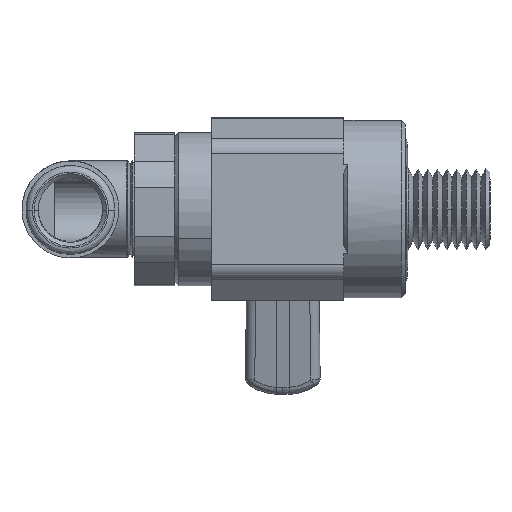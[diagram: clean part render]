
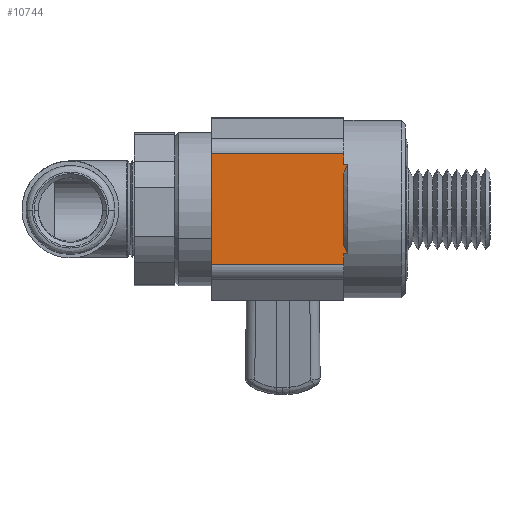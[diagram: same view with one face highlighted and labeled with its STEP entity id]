
A CAD part, front view. The second image highlights one B-rep face of the part: STEP entity #10744.
In plain terms, the highlighted planar face has unit normal (0, -1, 0).
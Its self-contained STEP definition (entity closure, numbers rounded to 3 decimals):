
#10568 = EDGE_CURVE ( 'NONE', #10635, #10636, #16033, .T. ) ;
#10635 = VERTEX_POINT ( 'NONE', #16107 ) ;
#10636 = VERTEX_POINT ( 'NONE', #16112 ) ;
#10691 = VERTEX_POINT ( 'NONE', #16174 ) ;
#10696 = VERTEX_POINT ( 'NONE', #16223 ) ;
#10701 = EDGE_CURVE ( 'NONE', #10777, #10754, #16219, .T. ) ;
#10703 = ORIENTED_EDGE ( 'NONE', *, *, #10701, .F. ) ;
#10704 = EDGE_CURVE ( 'NONE', #10696, #10777, #16215, .T. ) ;
#10708 = EDGE_CURVE ( 'NONE', #10636, #10747, #16252, .T. ) ;
#10718 = EDGE_CURVE ( 'NONE', #10691, #10635, #16279, .T. ) ;
#10736 = ORIENTED_EDGE ( 'NONE', *, *, #10718, .T. ) ;
#10737 = ORIENTED_EDGE ( 'NONE', *, *, #10762, .F. ) ;
#10738 = ORIENTED_EDGE ( 'NONE', *, *, #10568, .T. ) ;
#10739 = EDGE_CURVE ( 'NONE', #10750, #10747, #16317, .T. ) ;
#10744 = ADVANCED_FACE ( 'NONE', ( #16310 ), #16308, .T. ) ;
#10745 = ORIENTED_EDGE ( 'NONE', *, *, #10774, .F. ) ;
#10746 = VERTEX_POINT ( 'NONE', #16305 ) ;
#10747 = VERTEX_POINT ( 'NONE', #16315 ) ;
#10749 = EDGE_CURVE ( 'NONE', #10746, #10696, #16296, .T. ) ;
#10750 = VERTEX_POINT ( 'NONE', #16297 ) ;
#10754 = VERTEX_POINT ( 'NONE', #16288 ) ;
#10757 = ORIENTED_EDGE ( 'NONE', *, *, #10704, .F. ) ;
#10759 = ORIENTED_EDGE ( 'NONE', *, *, #10708, .T. ) ;
#10760 = ORIENTED_EDGE ( 'NONE', *, *, #10765, .F. ) ;
#10761 = ORIENTED_EDGE ( 'NONE', *, *, #10739, .F. ) ;
#10762 = EDGE_CURVE ( 'NONE', #10763, #10750, #16289, .T. ) ;
#10763 = VERTEX_POINT ( 'NONE', #16298 ) ;
#10765 = EDGE_CURVE ( 'NONE', #10754, #10763, #16338, .T. ) ;
#10771 = ORIENTED_EDGE ( 'NONE', *, *, #10749, .F. ) ;
#10772 = EDGE_LOOP ( 'NONE', ( #10771, #10745, #10736, #10738, #10759, #10761, #10737, #10760, #10703, #10757 ) ) ;
#10774 = EDGE_CURVE ( 'NONE', #10691, #10746, #16325, .T. ) ;
#10777 = VERTEX_POINT ( 'NONE', #16322 ) ;
#16028 = DIRECTION ( 'NONE',  ( 0., 0., 1. ) ) ;
#16029 = CARTESIAN_POINT ( 'NONE',  ( 0.985, -9.5, 8.25 ) ) ;
#16033 = LINE ( 'NONE', #16029, #16066 ) ;
#16066 = VECTOR ( 'NONE', #16028, 1000. ) ;
#16107 = CARTESIAN_POINT ( 'NONE',  ( 0.985, -9.5, -4.472 ) ) ;
#16112 = CARTESIAN_POINT ( 'NONE',  ( 0.985, -9.5, 4.472 ) ) ;
#16174 = CARTESIAN_POINT ( 'NONE',  ( 1.485, -9.5, -5.545 ) ) ;
#16201 = DIRECTION ( 'NONE',  ( -1., 0., 0. ) ) ;
#16202 = VECTOR ( 'NONE', #16201, 1000. ) ;
#16206 = CARTESIAN_POINT ( 'NONE',  ( 500000., -9.5, -6.85 ) ) ;
#16208 = DIRECTION ( 'NONE',  ( 0., 0., 1. ) ) ;
#16209 = VECTOR ( 'NONE', #16208, 1000. ) ;
#16215 = LINE ( 'NONE', #16206, #16202 ) ;
#16218 = CARTESIAN_POINT ( 'NONE',  ( -15.415, -9.5, 0. ) ) ;
#16219 = LINE ( 'NONE', #16218, #16209 ) ;
#16223 = CARTESIAN_POINT ( 'NONE',  ( 0.985, -9.5, -6.85 ) ) ;
#16243 = CARTESIAN_POINT ( 'NONE',  ( 1.485, -9.5, 5.545 ) ) ;
#16244 = CARTESIAN_POINT ( 'NONE',  ( 1.307, -9.5, 5.193 ) ) ;
#16245 = CARTESIAN_POINT ( 'NONE',  ( 1.14, -9.5, 4.835 ) ) ;
#16246 = CARTESIAN_POINT ( 'NONE',  ( 0.985, -9.5, 4.472 ) ) ;
#16252 = B_SPLINE_CURVE_WITH_KNOTS ( 'NONE', 3,
 ( #16246, #16245, #16244, #16243 ),
 .UNSPECIFIED., .F., .F.,
 ( 4, 4 ),
 ( 0., 0.001 ),
 .UNSPECIFIED. ) ;
#16275 = CARTESIAN_POINT ( 'NONE',  ( 0.985, -9.5, -4.472 ) ) ;
#16276 = CARTESIAN_POINT ( 'NONE',  ( 1.14, -9.5, -4.835 ) ) ;
#16277 = CARTESIAN_POINT ( 'NONE',  ( 1.307, -9.5, -5.193 ) ) ;
#16278 = CARTESIAN_POINT ( 'NONE',  ( 1.485, -9.5, -5.545 ) ) ;
#16279 = B_SPLINE_CURVE_WITH_KNOTS ( 'NONE', 3,
 ( #16278, #16277, #16276, #16275 ),
 .UNSPECIFIED., .F., .F.,
 ( 4, 4 ),
 ( 0., 0.001 ),
 .UNSPECIFIED. ) ;
#16288 = CARTESIAN_POINT ( 'NONE',  ( -15.415, -9.5, 6.85 ) ) ;
#16289 = LINE ( 'NONE', #16345, #16340 ) ;
#16293 = DIRECTION ( 'NONE',  ( 0., 0., -1. ) ) ;
#16294 = VECTOR ( 'NONE', #16293, 1000. ) ;
#16295 = CARTESIAN_POINT ( 'NONE',  ( 0.985, -9.5, 0. ) ) ;
#16296 = LINE ( 'NONE', #16295, #16294 ) ;
#16297 = CARTESIAN_POINT ( 'NONE',  ( 0.985, -9.5, 5.545 ) ) ;
#16298 = CARTESIAN_POINT ( 'NONE',  ( 0.985, -9.5, 6.85 ) ) ;
#16299 = DIRECTION ( 'NONE',  ( 0., 0., -1. ) ) ;
#16300 = DIRECTION ( 'NONE',  ( 0., -1., 0. ) ) ;
#16301 = CARTESIAN_POINT ( 'NONE',  ( 500000., -9.5, 8.25 ) ) ;
#16302 = AXIS2_PLACEMENT_3D ( 'NONE', #16301, #16300, #16299 ) ;
#16305 = CARTESIAN_POINT ( 'NONE',  ( 0.985, -9.5, -5.545 ) ) ;
#16307 = DIRECTION ( 'NONE',  ( 1., 0., 0. ) ) ;
#16308 = PLANE ( 'NONE',  #16302 ) ;
#16310 = FACE_OUTER_BOUND ( 'NONE', #10772, .T. ) ;
#16311 = VECTOR ( 'NONE', #16307, 1000. ) ;
#16315 = CARTESIAN_POINT ( 'NONE',  ( 1.485, -9.5, 5.545 ) ) ;
#16316 = CARTESIAN_POINT ( 'NONE',  ( 0.985, -9.5, 5.545 ) ) ;
#16317 = LINE ( 'NONE', #16316, #16311 ) ;
#16322 = CARTESIAN_POINT ( 'NONE',  ( -15.415, -9.5, -6.85 ) ) ;
#16324 = CARTESIAN_POINT ( 'NONE',  ( 0.985, -9.5, -5.545 ) ) ;
#16325 = LINE ( 'NONE', #16324, #16375 ) ;
#16335 = DIRECTION ( 'NONE',  ( 1., 0., 0. ) ) ;
#16336 = VECTOR ( 'NONE', #16335, 1000. ) ;
#16337 = CARTESIAN_POINT ( 'NONE',  ( 500000., -9.5, 6.85 ) ) ;
#16338 = LINE ( 'NONE', #16337, #16336 ) ;
#16340 = VECTOR ( 'NONE', #16344, 1000. ) ;
#16344 = DIRECTION ( 'NONE',  ( 0., 0., -1. ) ) ;
#16345 = CARTESIAN_POINT ( 'NONE',  ( 0.985, -9.5, 0. ) ) ;
#16374 = DIRECTION ( 'NONE',  ( -1., 0., 0. ) ) ;
#16375 = VECTOR ( 'NONE', #16374, 1000. ) ;
